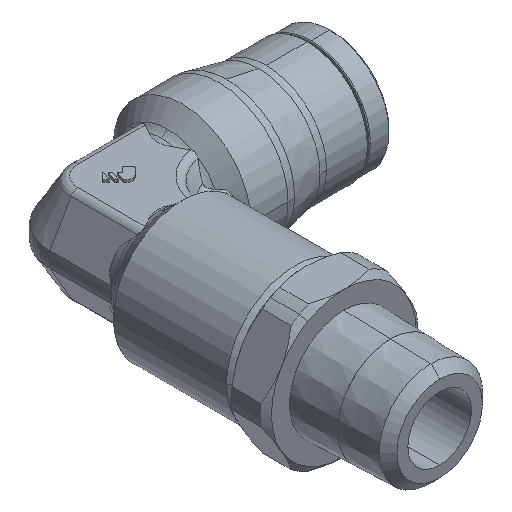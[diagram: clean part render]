
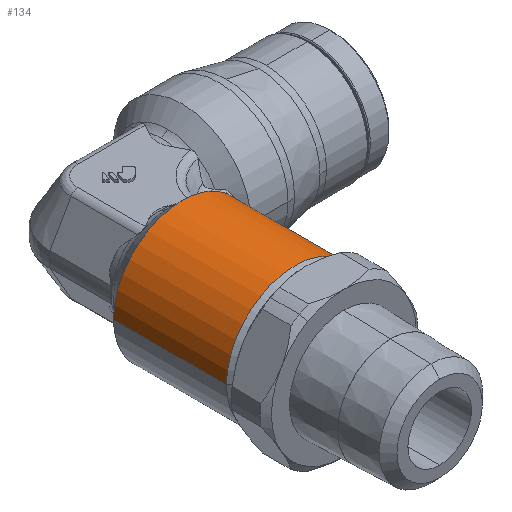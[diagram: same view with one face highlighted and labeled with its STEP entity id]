
A CAD part, isometric view. The second image highlights one B-rep face of the part: STEP entity #134.
In plain terms, the highlighted cylindrical face has radius 8.55 mm (diameter 17.1 mm), a partial arc.
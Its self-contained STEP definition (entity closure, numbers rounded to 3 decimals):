
#134=ADVANCED_FACE('',(#395),#396,.T.);
#395=FACE_OUTER_BOUND('',#745,.T.);
#396=CYLINDRICAL_SURFACE('',#746,8.55);
#745=EDGE_LOOP('',(#1635,#1636,#1637,#1638));
#746=AXIS2_PLACEMENT_3D('',#1639,#1640,#1641);
#1635=ORIENTED_EDGE('',*,*,#2419,.T.);
#1636=ORIENTED_EDGE('',*,*,#2319,.T.);
#1637=ORIENTED_EDGE('',*,*,#2420,.T.);
#1638=ORIENTED_EDGE('',*,*,#2576,.T.);
#1639=CARTESIAN_POINT('',(0.,-12.665,0.));
#1640=DIRECTION('',(0.,-1.0,0.));
#1641=DIRECTION('',(-1.0,0.,0.));
#2319=EDGE_CURVE('',#2786,#2788,#2790,.T.);
#2419=EDGE_CURVE('',#2959,#2786,#2974,.T.);
#2420=EDGE_CURVE('',#2788,#2971,#2975,.T.);
#2576=EDGE_CURVE('',#2971,#2959,#3229,.T.);
#2786=VERTEX_POINT('',#3574);
#2788=VERTEX_POINT('',#3577);
#2790=CIRCLE('',#3580,8.55);
#2959=VERTEX_POINT('',#3949);
#2971=VERTEX_POINT('',#4004);
#2974=LINE('',#4008,#4009);
#2975=LINE('',#4010,#4011);
#3229=CIRCLE('',#4600,8.55);
#3574=CARTESIAN_POINT('',(-8.55,-24.4,0.));
#3577=CARTESIAN_POINT('',(8.55,-24.4,0.));
#3580=AXIS2_PLACEMENT_3D('',#5180,#5181,#5182);
#3949=CARTESIAN_POINT('',(-8.55,-10.37,0.));
#4004=CARTESIAN_POINT('',(8.55,-10.37,0.));
#4008=CARTESIAN_POINT('',(-8.55,-12.665,0.));
#4009=VECTOR('',#5362,1.0);
#4010=CARTESIAN_POINT('',(8.55,-12.665,0.));
#4011=VECTOR('',#5363,1.0);
#4600=AXIS2_PLACEMENT_3D('',#5592,#5593,#5594);
#5180=CARTESIAN_POINT('',(0.,-24.4,0.));
#5181=DIRECTION('',(0.,1.0,0.));
#5182=DIRECTION('',(-1.0,0.,0.));
#5362=DIRECTION('',(0.,-1.0,0.));
#5363=DIRECTION('',(0.,1.0,0.));
#5592=CARTESIAN_POINT('',(0.,-10.37,0.));
#5593=DIRECTION('',(0.,-1.0,0.));
#5594=DIRECTION('',(-1.0,0.,0.));
